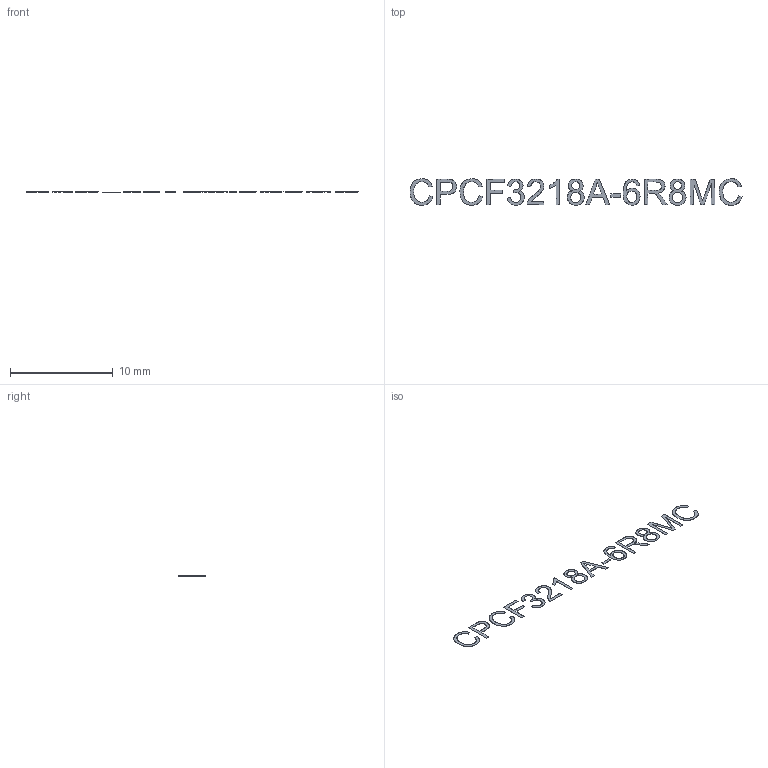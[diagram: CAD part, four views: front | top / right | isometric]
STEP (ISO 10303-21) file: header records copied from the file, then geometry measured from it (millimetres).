
FILE_DESCRIPTION( ('This file contains a STEP AP42 implementation' ,'as created by ZW3D STEP Interface translator.') ,'2;1' );
FILE_NAME( 'CPCF3218A-6R8MC Footprint.stp' ,'23 725.144815', (''), ('ZWCAD Software Co.'), 'Version 1.0', 'ZW3D to STEP translator', '' );
FILE_SCHEMA(('AUTOMOTIVE_DESIGN { 1 0 10303 214 1 1 1 1 }'));
Length unit declared in the file: millimetre
Products named in the file (1): 0
Bounding box: 32.3 x 2.59 x 0.02 mm (x, y, z)
Volume: 0.3 mm3; surface area: 54.3 mm2
Topology: 15 solids, 15 shells, 718 faces, 1418 edges, 769 vertices
Faces by surface type: plane 718
Entity records: 17833 total; most frequent: DIRECTION 2863, CARTESIAN_POINT 2828, ORIENTED_EDGE 2758, VECTOR 1411, LINE 1411, EDGE_CURVE 1379, EDGE_LOOP 734, AXIS2_PLACEMENT_3D 726
